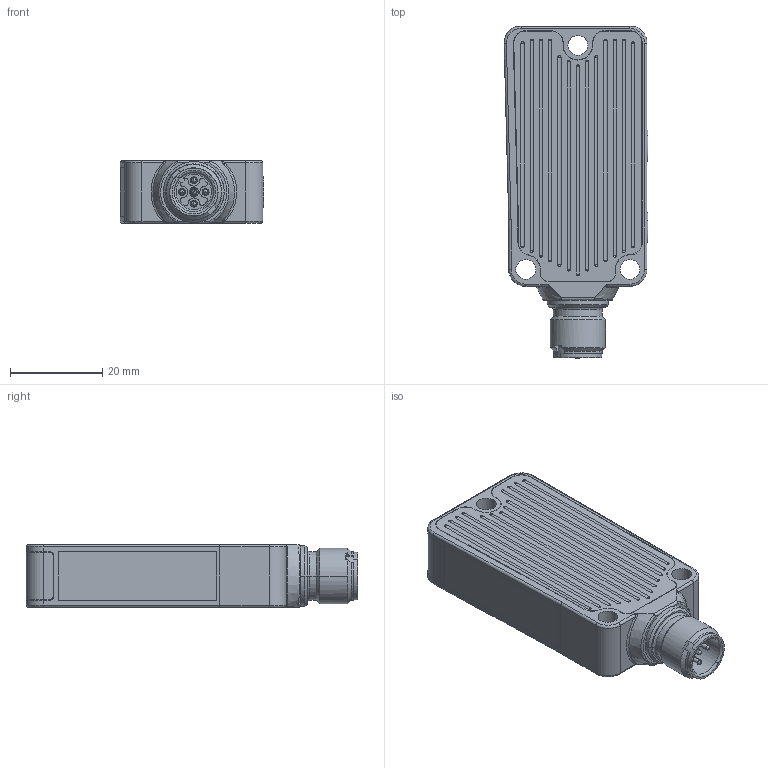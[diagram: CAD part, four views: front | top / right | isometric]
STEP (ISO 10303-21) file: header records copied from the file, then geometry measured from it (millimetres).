
FILE_DESCRIPTION((''),'2;1');
FILE_NAME('CAD1095_SW0002','2010-03-02T',('clanger'),(''),'PRO/ENGINEER BY PARAMETRIC TECHNOLOGY CORPORATION, 2006300','PRO/ENGINEER BY PARAMETRIC TECHNOLOGY CORPORATION, 2006300','');
FILE_SCHEMA(('CONFIG_CONTROL_DESIGN'));
Length unit declared in the file: millimetre
Products named in the file (1): CAD1095_SW0002
Bounding box: 31.2 x 72 x 13.6 mm (x, y, z)
Volume: 6278.8 mm3; surface area: 13817.7 mm2
Topology: 4 solids, 4 shells, 691 faces, 1799 edges, 1149 vertices
Faces by surface type: plane 276, cylinder 243, sphere 60, torus 46, cone 36, bspline 30
Entity records: 28655 total; most frequent: CARTESIAN_POINT 6165, DIRECTION 3587, ORIENTED_EDGE 3562, PRESENTATION_STYLE_ASSIGNMENT 1785, STYLED_ITEM 1785, CURVE_STYLE 1781, EDGE_CURVE 1781, AXIS2_PLACEMENT_3D 1312
